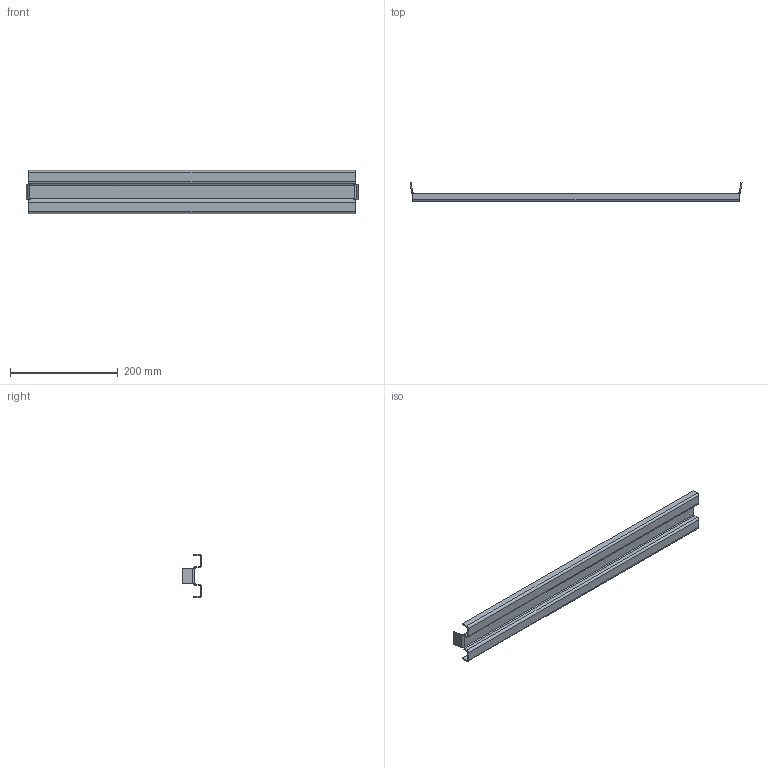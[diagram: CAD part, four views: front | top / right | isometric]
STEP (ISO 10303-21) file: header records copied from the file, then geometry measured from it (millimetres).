
FILE_DESCRIPTION (( 'STEP AP214' ), '1' );
FILE_NAME ('6358687.stp', '2016-08-17T08:16:06', ( '' ), ( '' ), 'SwSTEP 2.0', 'SolidWorks 2014', '' );
FILE_SCHEMA (( 'AUTOMOTIVE_DESIGN' ));
Length unit declared in the file: millimetre
Products named in the file (1): 6358687
Bounding box: 616.99 x 35 x 80 mm (x, y, z)
Volume: 152913 mm3; surface area: 156064.6 mm2
Topology: 1 solids, 1 shells, 98 faces, 228 edges, 132 vertices
Faces by surface type: plane 74, cylinder 20, bspline 4
Entity records: 3117 total; most frequent: CARTESIAN_POINT 882, ORIENTED_EDGE 456, DIRECTION 454, EDGE_CURVE 228, VECTOR 160, LINE 160, AXIS2_PLACEMENT_3D 147, VERTEX_POINT 132
